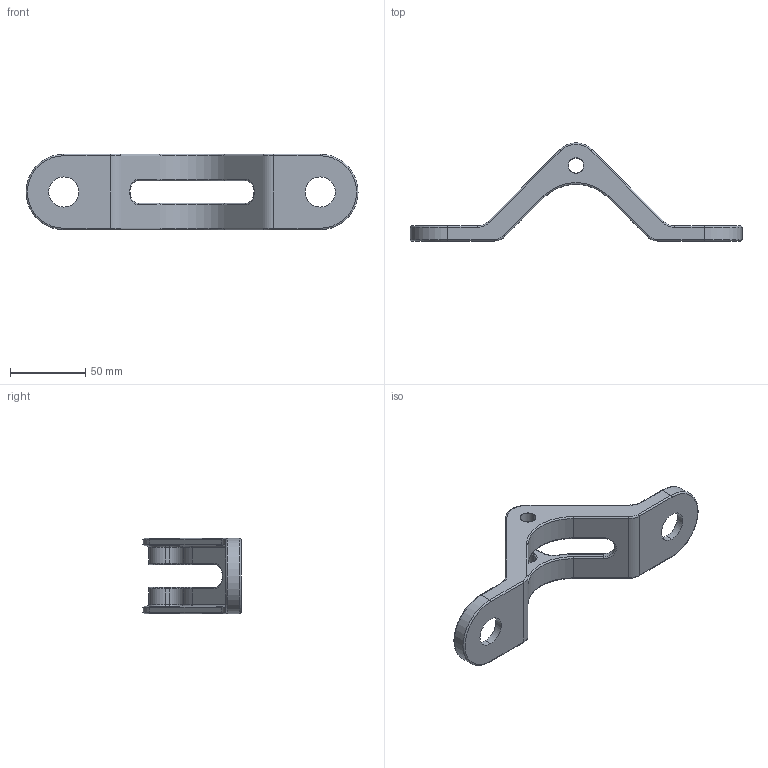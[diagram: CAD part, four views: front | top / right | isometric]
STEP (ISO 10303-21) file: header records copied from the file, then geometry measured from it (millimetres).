
FILE_DESCRIPTION (( 'STEP AP214' ), '1' );
FILE_NAME ('Part08.STEP', '2025-03-03T12:48:48', ( '' ), ( '' ), 'SwSTEP 2.0', 'SolidWorks 2024', '' );
FILE_SCHEMA (( 'AUTOMOTIVE_DESIGN' ));
Length unit declared in the file: millimetre
Products named in the file (1): Part08
Bounding box: 220 x 64.94 x 50 mm (x, y, z)
Volume: 79684.4 mm3; surface area: 34152.3 mm2
Topology: 1 solids, 1 shells, 177 faces, 417 edges, 240 vertices
Faces by surface type: cylinder 85, torus 64, plane 24, cone 4
Entity records: 5118 total; most frequent: DIRECTION 1029, CARTESIAN_POINT 835, ORIENTED_EDGE 834, AXIS2_PLACEMENT_3D 434, EDGE_CURVE 417, CIRCLE 256, VERTEX_POINT 240, EDGE_LOOP 185
